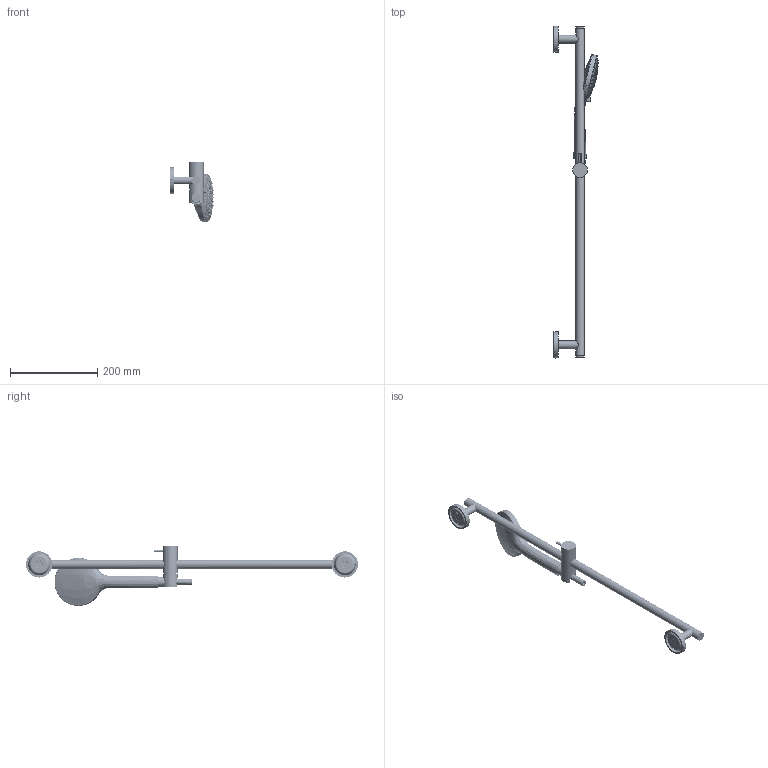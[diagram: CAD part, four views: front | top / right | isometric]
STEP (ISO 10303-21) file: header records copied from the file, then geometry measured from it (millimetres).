
FILE_DESCRIPTION((''),'2;1');
FILE_NAME('ZSAL146CRAG','2021-11-15T12:54:12',('ut3'),('PAFFONI SpA'),'CREO PARAMETRIC BY PTC INC, 2020044','CREO PARAMETRIC BY PTC INC, 2020044','');
FILE_SCHEMA(('CONFIG_CONTROL_DESIGN','SHAPE_APPEARANCE_LAYERS_GROUPS'));
Length unit declared in the file: millimetre
Products named in the file (1): ZSAL146CRAG
Bounding box: 101.13 x 760 x 136.96 mm (x, y, z)
Volume: 452955.9 mm3; surface area: 196821.5 mm2
Topology: 4 solids, 4 shells, 3632 faces, 9087 edges, 5748 vertices
Faces by surface type: cone 1365, plane 730, cylinder 643, bspline 404, torus 364, sphere 87, extrusion 31, revolution 8
Entity records: 229978 total; most frequent: CARTESIAN_POINT 123343, ORIENTED_EDGE 18006, DIRECTION 16031, EDGE_CURVE 9003, AXIS2_PLACEMENT_3D 6728, VERTEX_POINT 5748, EDGE_LOOP 4317, FACE_OUTER_BOUND 3632
